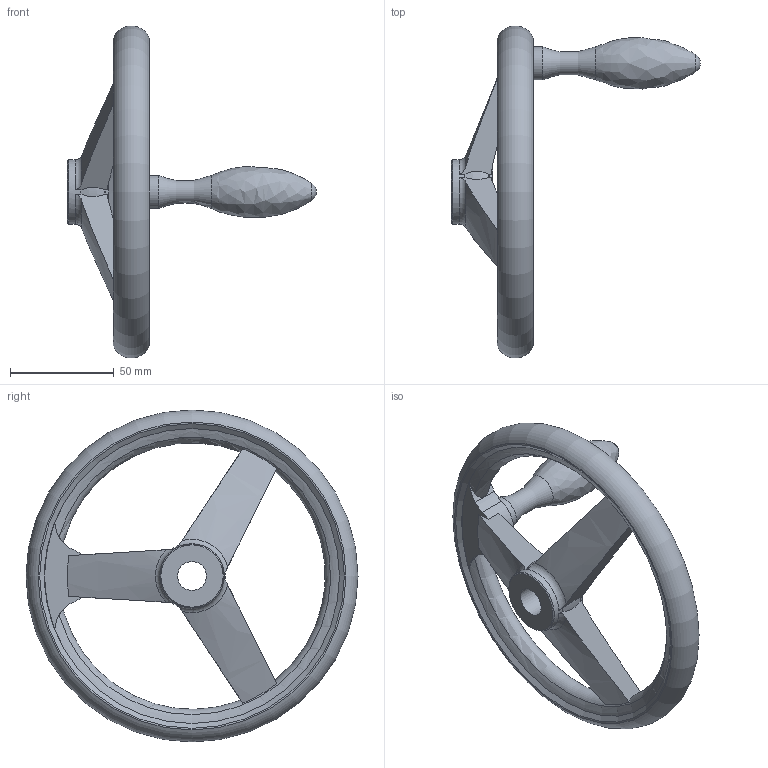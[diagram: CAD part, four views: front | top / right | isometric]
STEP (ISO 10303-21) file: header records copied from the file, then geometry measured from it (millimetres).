
FILE_DESCRIPTION( ( 'STEP AP203' ), ' ' );
FILE_NAME( 'Stainless Steel-Handwheel GN 950.6-160-B14-F.stp', '2015-09-15T12:21:47', ( '' ), ( '' ), ' ', 'PARTsolutions', ' ' );
FILE_SCHEMA( ( 'CONFIG_CONTROL_DESIGN' ) );
Length unit declared in the file: millimetre
Products named in the file (1): _Stainless Steel-Handwheel GN 950.6-160-B14-F
Bounding box: 120 x 159.99 x 159.99 mm (x, y, z)
Volume: 159854.6 mm3; surface area: 41158.2 mm2
Topology: 1 solids, 1 shells, 53 faces, 162 edges, 105 vertices
Faces by surface type: torus 16, cone 12, cylinder 10, plane 10, bspline 4, sphere 1
Full cylindrical faces by diameter (mm): 14 x1, 16 x1, 31 x2, 142.56 x1
Entity records: 2318 total; most frequent: CARTESIAN_POINT 990, ORIENTED_EDGE 278, DIRECTION 244, EDGE_CURVE 139, AXIS2_PLACEMENT_3D 112, VERTEX_POINT 100, EDGE_LOOP 71, FACE_OUTER_BOUND 65
